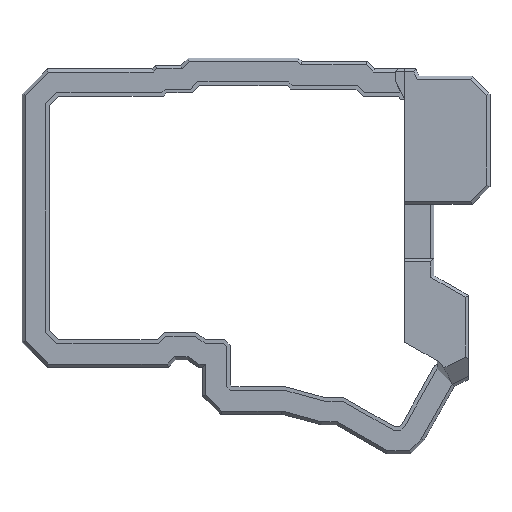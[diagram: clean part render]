
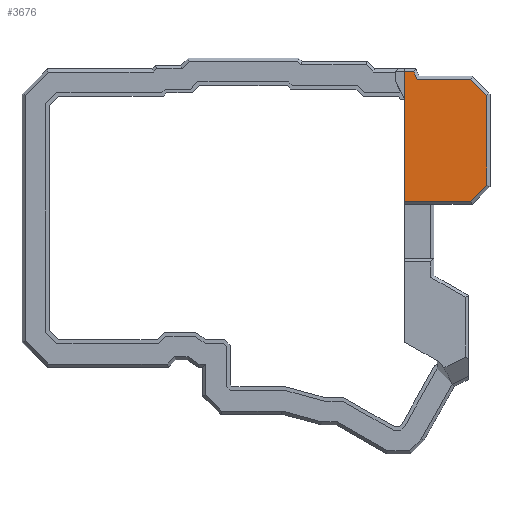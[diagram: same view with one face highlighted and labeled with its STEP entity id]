
A CAD part, top view. The second image highlights one B-rep face of the part: STEP entity #3676.
In plain terms, the highlighted planar face has unit normal (0, 0, 1).
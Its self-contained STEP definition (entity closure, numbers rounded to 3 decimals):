
#229=FACE_OUTER_BOUND('',#436,.T.);
#436=EDGE_LOOP('',(#3139,#3140,#3141,#3142,#3143,#3144,#3145,#3146));
#843=LINE('',#5672,#1334);
#845=LINE('',#5676,#1336);
#848=LINE('',#5682,#1339);
#851=LINE('',#5688,#1342);
#854=LINE('',#5694,#1345);
#857=LINE('',#5700,#1348);
#860=LINE('',#5706,#1351);
#899=LINE('',#5782,#1390);
#1334=VECTOR('',#4648,10.);
#1336=VECTOR('',#4652,10.);
#1339=VECTOR('',#4657,10.);
#1342=VECTOR('',#4662,10.);
#1345=VECTOR('',#4667,10.);
#1348=VECTOR('',#4672,10.);
#1351=VECTOR('',#4677,10.);
#1390=VECTOR('',#4734,10.);
#1706=VERTEX_POINT('',#5669);
#1707=VERTEX_POINT('',#5671);
#1708=VERTEX_POINT('',#5675);
#1710=VERTEX_POINT('',#5681);
#1712=VERTEX_POINT('',#5687);
#1714=VERTEX_POINT('',#5693);
#1716=VERTEX_POINT('',#5699);
#1718=VERTEX_POINT('',#5705);
#2170=EDGE_CURVE('',#1706,#1707,#843,.T.);
#2172=EDGE_CURVE('',#1707,#1708,#845,.T.);
#2175=EDGE_CURVE('',#1708,#1710,#848,.T.);
#2178=EDGE_CURVE('',#1710,#1712,#851,.T.);
#2181=EDGE_CURVE('',#1712,#1714,#854,.T.);
#2184=EDGE_CURVE('',#1714,#1716,#857,.T.);
#2187=EDGE_CURVE('',#1716,#1718,#860,.T.);
#2226=EDGE_CURVE('',#1706,#1718,#899,.T.);
#3139=ORIENTED_EDGE('',*,*,#2170,.F.);
#3140=ORIENTED_EDGE('',*,*,#2226,.T.);
#3141=ORIENTED_EDGE('',*,*,#2187,.F.);
#3142=ORIENTED_EDGE('',*,*,#2184,.F.);
#3143=ORIENTED_EDGE('',*,*,#2181,.F.);
#3144=ORIENTED_EDGE('',*,*,#2178,.F.);
#3145=ORIENTED_EDGE('',*,*,#2175,.F.);
#3146=ORIENTED_EDGE('',*,*,#2172,.F.);
#3480=PLANE('',#3907);
#3676=ADVANCED_FACE('',(#229),#3480,.T.);
#3907=AXIS2_PLACEMENT_3D('',#5783,#4735,#4736);
#4648=DIRECTION('',(1.,0.,0.));
#4652=DIRECTION('',(0.447,-0.894,0.));
#4657=DIRECTION('',(1.,0.,0.));
#4662=DIRECTION('',(0.707,-0.707,0.));
#4667=DIRECTION('',(0.,-1.,0.));
#4672=DIRECTION('',(-0.707,-0.707,0.));
#4677=DIRECTION('',(-1.,0.,0.));
#4734=DIRECTION('',(0.,-1.,0.));
#4735=DIRECTION('center_axis',(0.,0.,1.));
#4736=DIRECTION('ref_axis',(1.,0.,0.));
#5669=CARTESIAN_POINT('',(48.716,50.751,26.25));
#5671=CARTESIAN_POINT('',(51.728,50.751,26.25));
#5672=CARTESIAN_POINT('',(57.599,50.751,26.25));
#5675=CARTESIAN_POINT('',(52.919,48.37,26.25));
#5676=CARTESIAN_POINT('',(57.793,38.621,26.25));
#5681=CARTESIAN_POINT('',(70.542,48.37,26.25));
#5682=CARTESIAN_POINT('',(66.904,48.37,26.25));
#5687=CARTESIAN_POINT('',(75.833,43.079,26.25));
#5688=CARTESIAN_POINT('',(76.436,42.476,26.25));
#5693=CARTESIAN_POINT('',(75.833,13.467,26.25));
#5694=CARTESIAN_POINT('',(75.833,20.663,26.25));
#5699=CARTESIAN_POINT('',(70.542,8.176,26.25));
#5700=CARTESIAN_POINT('',(73.498,11.132,26.25));
#5705=CARTESIAN_POINT('',(48.716,8.176,26.25));
#5706=CARTESIAN_POINT('',(60.599,8.176,26.25));
#5782=CARTESIAN_POINT('',(48.716,14.065,26.25));
#5783=CARTESIAN_POINT('Origin',(62.853,28.273,26.25));
